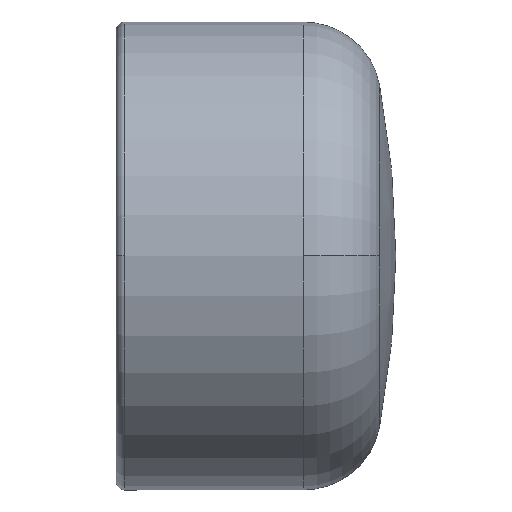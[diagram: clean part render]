
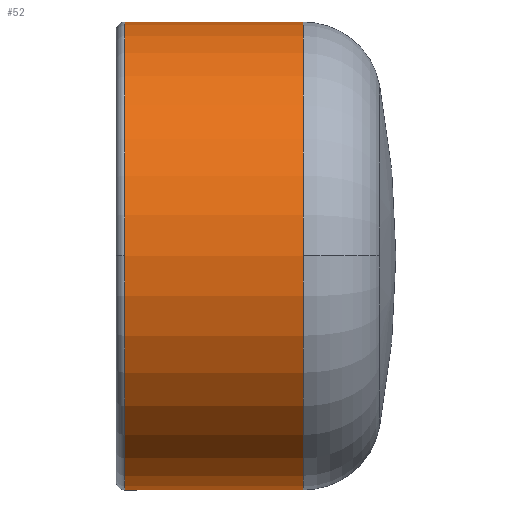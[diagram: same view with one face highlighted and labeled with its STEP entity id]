
A CAD part, top view. The second image highlights one B-rep face of the part: STEP entity #52.
In plain terms, the highlighted cylindrical face has radius 54.4 mm (diameter 108.8 mm), a partial arc.
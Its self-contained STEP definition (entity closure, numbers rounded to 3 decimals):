
#52=ADVANCED_FACE('',(#109),#110,.T.);
#109=FACE_OUTER_BOUND('',#170,.T.);
#110=CYLINDRICAL_SURFACE('',#171,54.4);
#170=EDGE_LOOP('',(#255,#256,#257,#258,#259,#260));
#171=AXIS2_PLACEMENT_3D('',#261,#262,#263);
#255=ORIENTED_EDGE('',*,*,#395,.F.);
#256=ORIENTED_EDGE('',*,*,#396,.T.);
#257=ORIENTED_EDGE('',*,*,#393,.T.);
#258=ORIENTED_EDGE('',*,*,#397,.F.);
#259=ORIENTED_EDGE('',*,*,#398,.F.);
#260=ORIENTED_EDGE('',*,*,#399,.F.);
#261=CARTESIAN_POINT('',(-10.326,0.0,0.0));
#262=DIRECTION('',(-1.0,0.,0.0));
#263=DIRECTION('',(0.,1.0,0.0));
#393=EDGE_CURVE('',#468,#474,#476,.T.);
#395=EDGE_CURVE('',#478,#479,#480,.T.);
#396=EDGE_CURVE('',#478,#468,#481,.T.);
#397=EDGE_CURVE('',#482,#474,#483,.T.);
#398=EDGE_CURVE('',#484,#482,#485,.T.);
#399=EDGE_CURVE('',#479,#484,#486,.T.);
#468=VERTEX_POINT('',#563);
#474=VERTEX_POINT('',#569);
#476=CIRCLE('',#571,54.4);
#478=VERTEX_POINT('',#573);
#479=VERTEX_POINT('',#574);
#480=LINE('',#575,#576);
#481=CIRCLE('',#577,54.4);
#482=VERTEX_POINT('',#578);
#483=LINE('',#579,#580);
#484=VERTEX_POINT('',#581);
#485=CIRCLE('',#582,54.4);
#486=CIRCLE('',#583,54.4);
#563=CARTESIAN_POINT('',(-31.089,0.,54.4));
#569=CARTESIAN_POINT('',(-31.089,-54.4,0.));
#571=AXIS2_PLACEMENT_3D('',#680,#681,#682);
#573=CARTESIAN_POINT('',(-31.089,54.4,0.));
#574=CARTESIAN_POINT('',(10.438,54.4,0.));
#575=CARTESIAN_POINT('',(-10.326,54.4,0.));
#576=VECTOR('',#683,1.0);
#577=AXIS2_PLACEMENT_3D('',#684,#685,#686);
#578=CARTESIAN_POINT('',(10.438,-54.4,0.));
#579=CARTESIAN_POINT('',(-10.326,-54.4,0.));
#580=VECTOR('',#687,1.0);
#581=CARTESIAN_POINT('',(10.438,0.,54.4));
#582=AXIS2_PLACEMENT_3D('',#688,#689,#690);
#583=AXIS2_PLACEMENT_3D('',#691,#692,#693);
#680=CARTESIAN_POINT('',(-31.089,0.0,0.0));
#681=DIRECTION('',(1.0,0.0,0.0));
#682=DIRECTION('',(0.0,1.0,0.0));
#683=DIRECTION('',(1.0,0.,0.0));
#684=CARTESIAN_POINT('',(-31.089,0.0,0.0));
#685=DIRECTION('',(1.0,0.0,0.0));
#686=DIRECTION('',(0.0,1.0,0.0));
#687=DIRECTION('',(-1.0,0.,0.0));
#688=CARTESIAN_POINT('',(10.438,0.0,0.0));
#689=DIRECTION('',(1.0,0.0,0.0));
#690=DIRECTION('',(0.0,1.0,0.0));
#691=CARTESIAN_POINT('',(10.438,0.0,0.0));
#692=DIRECTION('',(1.0,0.0,0.0));
#693=DIRECTION('',(0.0,1.0,0.0));
